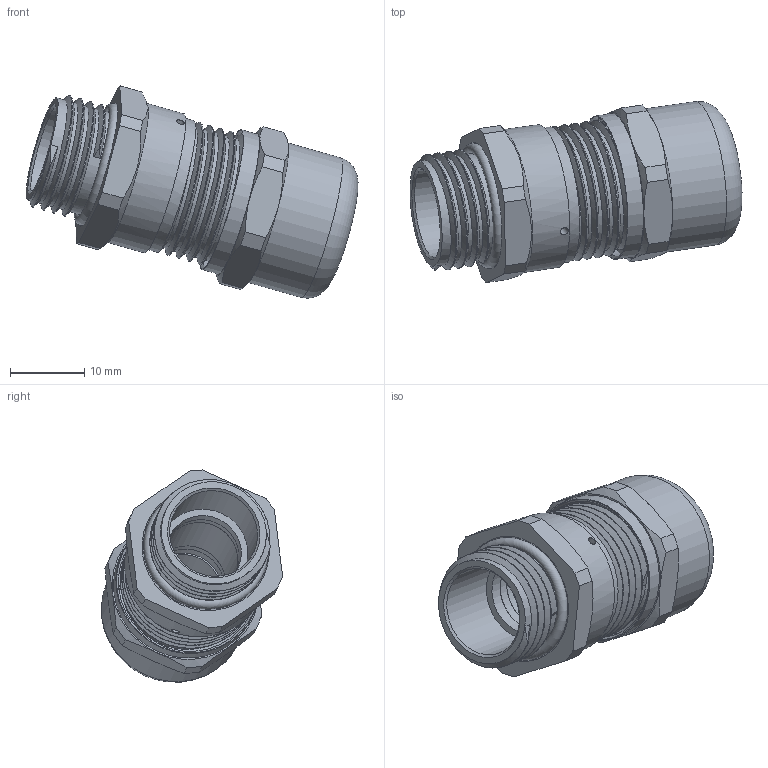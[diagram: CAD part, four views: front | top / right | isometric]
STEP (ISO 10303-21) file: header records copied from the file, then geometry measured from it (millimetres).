
FILE_DESCRIPTION(/* description */ ('DAE-KV M 16x1,5, KB: 5-9 mm'),/* implementation_level */ '2;1');
FILE_NAME(/* name */ '60087517-RST.stp',/* time_stamp */ '2020-03-31T13:55:40+02:00',/* author */ ('sl'),/* organization */ (''),/* preprocessor_version */ 'ST-DEVELOPER v16.5',/* originating_system */ 'Autodesk Inventor 2017',/* authorisation */ '');
FILE_SCHEMA (('AUTOMOTIVE_DESIGN { 1 0 10303 214 3 1 1 }'));
Length unit declared in the file: millimetre
Products named in the file (9): 60087517; 60087517_1; 60087517_2; 60087517_3; 60087517_4; 60087517_5; 60087517_6; 60087517_7; 60087517_8
Assembly tree (9 placements, depth 2):
  60087517
    60087517_1
    60087517_2
    60087517_3
    60087517_5  x2
    60087517_4
    60087517_6
    60087517_7
    60087517_8
Bounding box: 44.83 x 24.48 x 28.63 mm (x, y, z)
Volume: 6663.3 mm3; surface area: 10935.6 mm2
Topology: 9 solids, 9 shells, 397 faces, 949 edges, 575 vertices
Faces by surface type: cylinder 140, plane 129, torus 46, bspline 35, cone 33, sphere 14
Full cylindrical faces by diameter (mm): 1.1 x2, 9.92 x1, 10.17 x1, 10.26 x2, 10.28 x1, 10.36 x1, 10.5 x1, 12 x1, 13 x2, 13.08 x1, 13.13 x1, 13.28 x1, 13.8 x2, 14.328 x4, 15 x1, 15.13 x1, 17.26 x1, 17.3 x7, 18.44 x4, 18.822 x7, 19.52 x1, 19.62 x2
Entity records: 15385 total; most frequent: CARTESIAN_POINT 6945, DIRECTION 1785, ORIENTED_EDGE 1660, EDGE_CURVE 830, AXIS2_PLACEMENT_3D 752, VERTEX_POINT 517, EDGE_LOOP 431, CIRCLE 398
